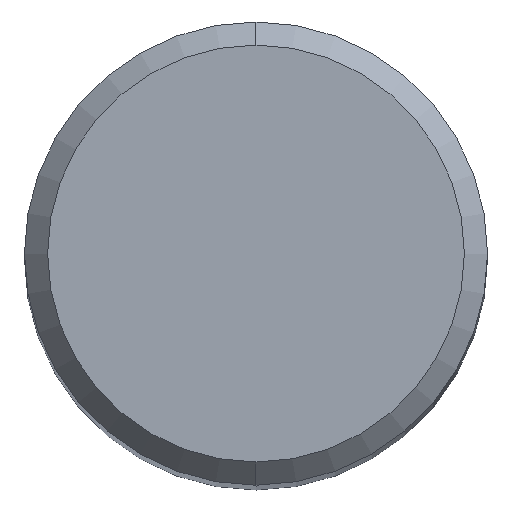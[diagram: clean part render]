
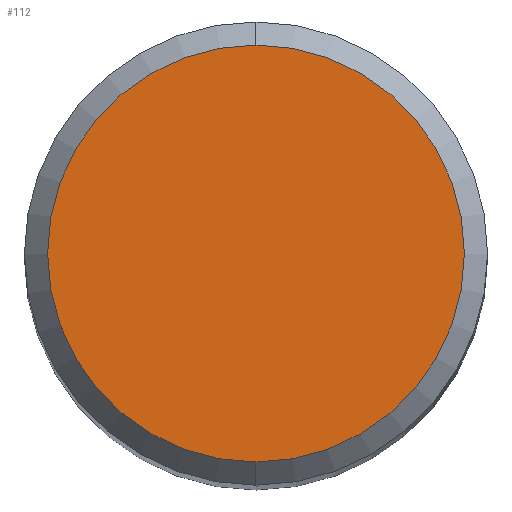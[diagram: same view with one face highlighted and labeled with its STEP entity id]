
A CAD part, top view. The second image highlights one B-rep face of the part: STEP entity #112.
In plain terms, the highlighted planar face has unit normal (0, 0, 1).
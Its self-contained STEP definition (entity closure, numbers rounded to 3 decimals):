
#112=ADVANCED_FACE('',(#207),#208,.T.);
#207=FACE_OUTER_BOUND('',#317,.T.);
#208=PLANE('',#318);
#317=EDGE_LOOP('',(#434,#435));
#318=AXIS2_PLACEMENT_3D('',#436,#437,#438);
#434=ORIENTED_EDGE('',*,*,#542,.F.);
#435=ORIENTED_EDGE('',*,*,#545,.F.);
#436=CARTESIAN_POINT('',(0.,1.35,36.0));
#437=DIRECTION('',(0.,0.0,1.0));
#438=DIRECTION('',(0.0,-1.0,0.0));
#542=EDGE_CURVE('',#623,#625,#626,.T.);
#545=EDGE_CURVE('',#625,#623,#629,.T.);
#623=VERTEX_POINT('',#697);
#625=VERTEX_POINT('',#700);
#626=CIRCLE('',#701,2.7);
#629=CIRCLE('',#705,2.7);
#697=CARTESIAN_POINT('',(0.,2.7,36.0));
#700=CARTESIAN_POINT('',(0.,-2.7,36.0));
#701=AXIS2_PLACEMENT_3D('',#769,#770,#771);
#705=AXIS2_PLACEMENT_3D('',#773,#774,#775);
#769=CARTESIAN_POINT('',(0.,0.0,36.0));
#770=DIRECTION('',(0.,0.0,-1.0));
#771=DIRECTION('',(0.0,1.0,0.0));
#773=CARTESIAN_POINT('',(0.,0.0,36.0));
#774=DIRECTION('',(0.,0.0,-1.0));
#775=DIRECTION('',(0.0,1.0,0.0));
